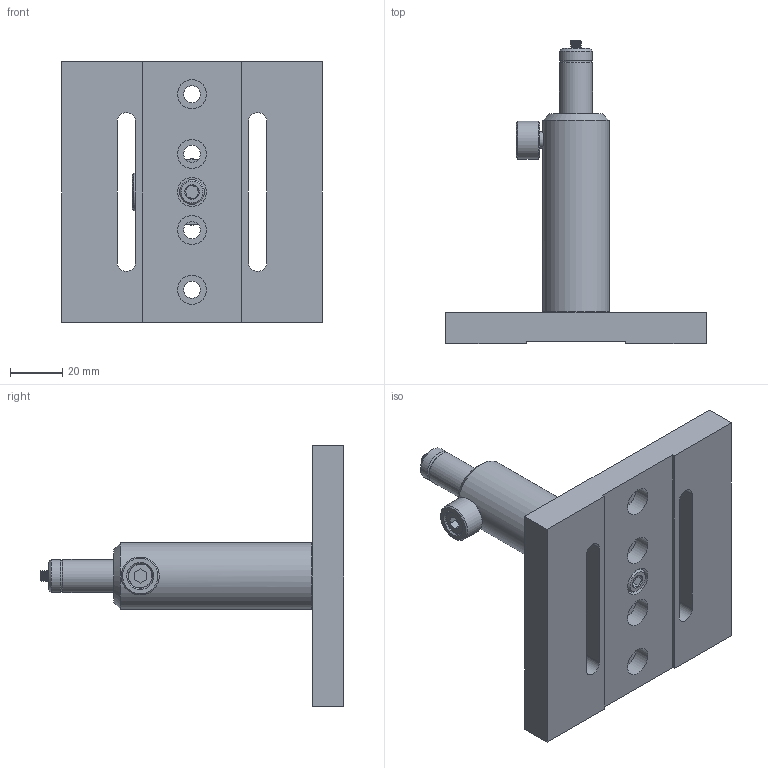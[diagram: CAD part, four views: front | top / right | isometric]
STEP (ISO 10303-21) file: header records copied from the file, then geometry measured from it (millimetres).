
FILE_DESCRIPTION (( 'STEP AP214' ), '1' );
FILE_NAME ('SK-10322 Stand-D-443-M (205658).STEP', '2022-10-24T18:38:58', ( '' ), ( '' ), 'SwSTEP 2.0', 'SolidWorks 2020', '' );
FILE_SCHEMA (( 'AUTOMOTIVE_DESIGN' ));
Length unit declared in the file: millimetre
Products named in the file (11): SS4MS10-Solidworks; 140-107190- TIGE (3 POUCES) DELRIN MÉTRIQUE; BOUTON MOLETÉ; vis chh 1 _4-20X9.51; Assemblage_Post_M4_M6; 7561_91251A537; 101540A; SS6MS12-Solidworks; 100064; SK-10322 Stand-D-443-M (205658)
Assembly tree (10 placements, depth 3):
  SK-10322 Stand-D-443-M (205658)
    101540A
    100064
      100064
      BOUTON MOLETÉ
      vis chh 1 _4-20X9.51
    Assemblage_Post_M4_M6
      140-107190- TIGE (3 POUCES) DELRIN MÉTRIQUE
      SS6MS12-Solidworks
      SS4MS10-Solidworks
    7561_91251A537
Bounding box: 100 x 116.38 x 100 mm (x, y, z)
Volume: 144296.8 mm3; surface area: 43615.1 mm2
Topology: 8 solids, 8 shells, 147 faces, 331 edges, 210 vertices
Faces by surface type: plane 74, cylinder 33, cone 30, bspline 6, torus 4
Full cylindrical faces by diameter (mm): 3.3 x1, 5 x1, 5.105 x2, 6.35 x3, 6.528 x5, 6.756 x1, 9.347 x1, 9.4 x1, 9.525 x1, 11.112 x5, 12.675 x3, 12.725 x1, 14.605 x1, 25.4 x1
Entity records: 8785 total; most frequent: CARTESIAN_POINT 4852, DIRECTION 622, ORIENTED_EDGE 530, EDGE_CURVE 265, AXIS2_PLACEMENT_3D 258, EDGE_LOOP 230, VERTEX_POINT 197, FACE_OUTER_BOUND 178
